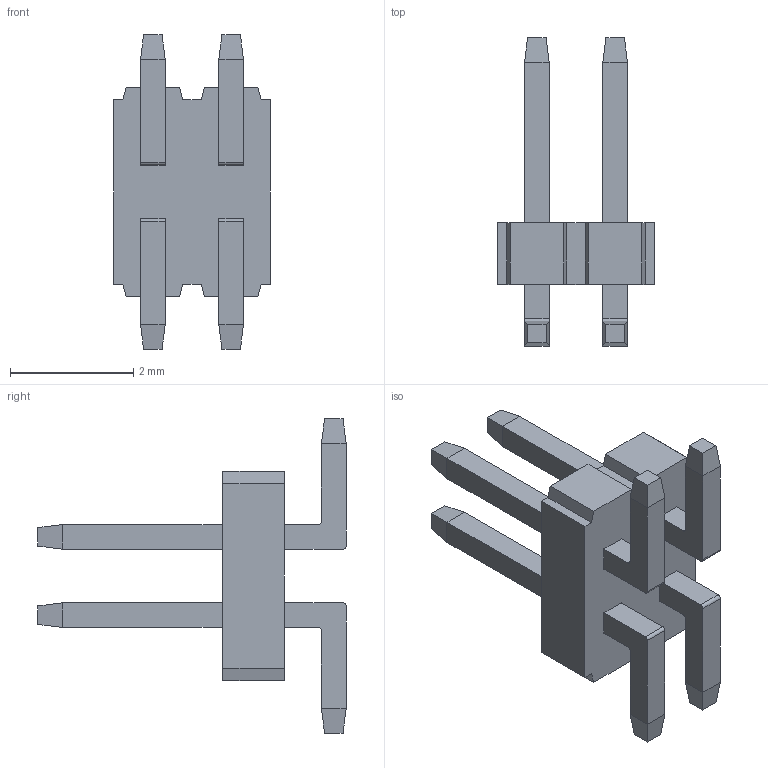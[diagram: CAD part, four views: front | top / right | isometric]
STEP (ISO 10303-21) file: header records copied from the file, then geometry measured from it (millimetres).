
FILE_DESCRIPTION (( 'STEP AP203' ), '1' );
FILE_NAME ('_ _ _B022VWQS-RC.STEP', '2016-07-01T06:39:17', ( 'LUANN HERRING' ), ( 'SULLINS' ), 'SwSTEP 2.0', 'SolidWorks 2015', '' );
FILE_SCHEMA (( 'CONFIG_CONTROL_DESIGN' ));
Length unit declared in the file: millimetre
Products named in the file (2): _ _ _B022VWQS-RC
Bounding box: 2.54 x 5 x 5.1 mm (x, y, z)
Volume: 11.8 mm3; surface area: 76.9 mm2
Topology: 5 solids, 5 shells, 126 faces, 300 edges, 184 vertices
Faces by surface type: plane 118, cylinder 8
Entity records: 3679 total; most frequent: CARTESIAN_POINT 612, ORIENTED_EDGE 600, DIRECTION 572, EDGE_CURVE 300, VECTOR 284, LINE 284, VERTEX_POINT 184, AXIS2_PLACEMENT_3D 144
